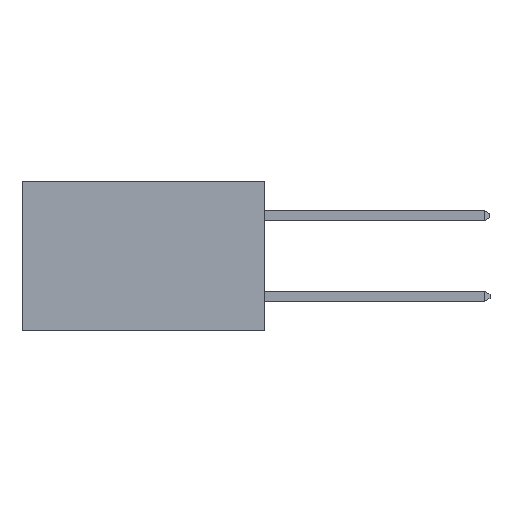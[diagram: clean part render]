
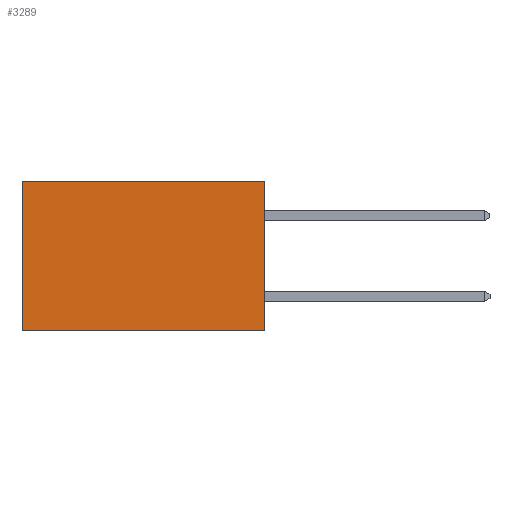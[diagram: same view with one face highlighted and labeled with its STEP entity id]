
A CAD part, left-side view. The second image highlights one B-rep face of the part: STEP entity #3289.
In plain terms, the highlighted planar face has unit normal (-1, 0, 0).
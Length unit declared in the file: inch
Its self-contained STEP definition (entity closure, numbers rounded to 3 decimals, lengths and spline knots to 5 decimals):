
#6 = LINE ( 'NONE', #7889, #4918 ) ;
#950 = CARTESIAN_POINT ( 'NONE',  ( 0.2615, 0.6, -0.37 ) ) ;
#1299 = DIRECTION ( 'NONE',  ( 0., 0., -1. ) ) ;
#1396 = DIRECTION ( 'NONE',  ( 0., 1., 0. ) ) ;
#1451 = CARTESIAN_POINT ( 'NONE',  ( 0.2615, 0., -0.37 ) ) ;
#1467 = DIRECTION ( 'NONE',  ( 1., 0., 0. ) ) ;
#2034 = PLANE ( 'NONE',  #3494 ) ;
#2356 = CARTESIAN_POINT ( 'NONE',  ( 0.2615, 0., 0. ) ) ;
#2772 = FACE_OUTER_BOUND ( 'NONE', #9823, .T. ) ;
#2866 = CARTESIAN_POINT ( 'NONE',  ( 0.2615, 0., 0. ) ) ;
#3289 = ADVANCED_FACE ( 'NONE', ( #2772 ), #2034, .F. ) ;
#3494 = AXIS2_PLACEMENT_3D ( 'NONE', #1451, #1467, #1299 ) ;
#3608 = DIRECTION ( 'NONE',  ( 0., 0., -1. ) ) ;
#3642 = ORIENTED_EDGE ( 'NONE', *, *, #7995, .F. ) ;
#3684 = VERTEX_POINT ( 'NONE', #950 ) ;
#3918 = VECTOR ( 'NONE', #9526, 39.37008 ) ;
#3977 = EDGE_CURVE ( 'NONE', #5103, #6502, #10099, .T. ) ;
#4272 = EDGE_CURVE ( 'NONE', #6502, #3684, #6876, .T. ) ;
#4698 = VECTOR ( 'NONE', #8896, 39.37008 ) ;
#4918 = VECTOR ( 'NONE', #3608, 39.37008 ) ;
#4924 = ORIENTED_EDGE ( 'NONE', *, *, #9042, .F. ) ;
#5103 = VERTEX_POINT ( 'NONE', #2866 ) ;
#5704 = CARTESIAN_POINT ( 'NONE',  ( 0.2615, 0.6, -0.37 ) ) ;
#6087 = VERTEX_POINT ( 'NONE', #9168 ) ;
#6297 = CARTESIAN_POINT ( 'NONE',  ( 0.2615, 0.6, 0. ) ) ;
#6502 = VERTEX_POINT ( 'NONE', #6297 ) ;
#6876 = LINE ( 'NONE', #5704, #4698 ) ;
#7889 = CARTESIAN_POINT ( 'NONE',  ( 0.2615, 0., -0.37 ) ) ;
#7995 = EDGE_CURVE ( 'NONE', #5103, #6087, #6, .T. ) ;
#8326 = VECTOR ( 'NONE', #1396, 39.37008 ) ;
#8359 = LINE ( 'NONE', #8891, #3918 ) ;
#8494 = ORIENTED_EDGE ( 'NONE', *, *, #3977, .T. ) ;
#8740 = ORIENTED_EDGE ( 'NONE', *, *, #4272, .T. ) ;
#8891 = CARTESIAN_POINT ( 'NONE',  ( 0.2615, 0., -0.37 ) ) ;
#8896 = DIRECTION ( 'NONE',  ( 0., 0., -1. ) ) ;
#9042 = EDGE_CURVE ( 'NONE', #6087, #3684, #8359, .T. ) ;
#9168 = CARTESIAN_POINT ( 'NONE',  ( 0.2615, 0., -0.37 ) ) ;
#9526 = DIRECTION ( 'NONE',  ( 0., 1., 0. ) ) ;
#9823 = EDGE_LOOP ( 'NONE', ( #8740, #4924, #3642, #8494 ) ) ;
#10099 = LINE ( 'NONE', #2356, #8326 ) ;
